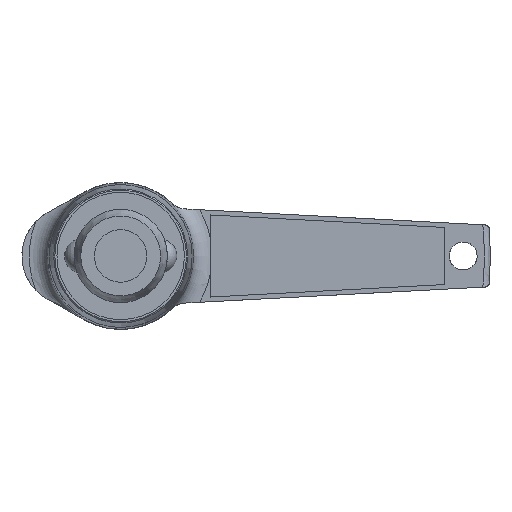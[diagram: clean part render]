
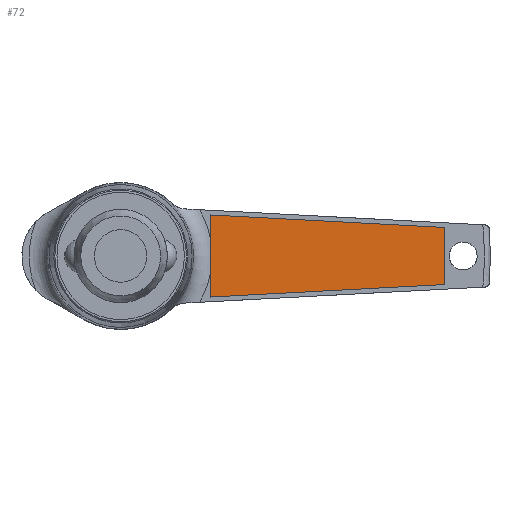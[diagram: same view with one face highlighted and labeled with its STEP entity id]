
A CAD part, front view. The second image highlights one B-rep face of the part: STEP entity #72.
In plain terms, the highlighted planar face has unit normal (0, -1, 0).
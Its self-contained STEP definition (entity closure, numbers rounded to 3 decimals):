
#72 = ADVANCED_FACE( '', ( #177 ), #178, .F. );
#177 = FACE_OUTER_BOUND( '', #331, .T. );
#178 = PLANE( '', #332 );
#331 = EDGE_LOOP( '', ( #537, #538, #539, #540 ) );
#332 = AXIS2_PLACEMENT_3D( '', #541, #542, #543 );
#537 = ORIENTED_EDGE( '', *, *, #866, .F. );
#538 = ORIENTED_EDGE( '', *, *, #867, .F. );
#539 = ORIENTED_EDGE( '', *, *, #868, .F. );
#540 = ORIENTED_EDGE( '', *, *, #869, .F. );
#541 = CARTESIAN_POINT( '', ( 0., 25.4, 0. ) );
#542 = DIRECTION( '', ( 0., 1., 0. ) );
#543 = DIRECTION( '', ( 0., 0., 1. ) );
#866 = EDGE_CURVE( '', #1009, #1010, #1011, .T. );
#867 = EDGE_CURVE( '', #1012, #1009, #1013, .T. );
#868 = EDGE_CURVE( '', #1014, #1012, #1015, .T. );
#869 = EDGE_CURVE( '', #1010, #1014, #1016, .T. );
#1009 = VERTEX_POINT( '', #1235 );
#1010 = VERTEX_POINT( '', #1236 );
#1011 = LINE( '', #1237, #1238 );
#1012 = VERTEX_POINT( '', #1239 );
#1013 = LINE( '', #1240, #1241 );
#1014 = VERTEX_POINT( '', #1242 );
#1015 = LINE( '', #1243, #1244 );
#1016 = LINE( '', #1245, #1246 );
#1235 = CARTESIAN_POINT( '', ( 11.58, 25.4, -5.276 ) );
#1236 = CARTESIAN_POINT( '', ( 11.58, 25.4, 5.276 ) );
#1237 = CARTESIAN_POINT( '', ( 11.58, 25.4, -5.276 ) );
#1238 = VECTOR( '', #1737, 1000. );
#1239 = CARTESIAN_POINT( '', ( 41.68, 25.4, -3.67 ) );
#1240 = CARTESIAN_POINT( '', ( 41.68, 25.4, -3.67 ) );
#1241 = VECTOR( '', #1738, 1000. );
#1242 = CARTESIAN_POINT( '', ( 41.68, 25.4, 3.67 ) );
#1243 = CARTESIAN_POINT( '', ( 41.68, 25.4, 3.67 ) );
#1244 = VECTOR( '', #1739, 1000. );
#1245 = CARTESIAN_POINT( '', ( 11.58, 25.4, 5.276 ) );
#1246 = VECTOR( '', #1740, 1000. );
#1737 = DIRECTION( '', ( 0., 0., 1. ) );
#1738 = DIRECTION( '', ( -0.999, 0., -0.053 ) );
#1739 = DIRECTION( '', ( 0., 0., -1. ) );
#1740 = DIRECTION( '', ( 0.999, 0., -0.053 ) );
